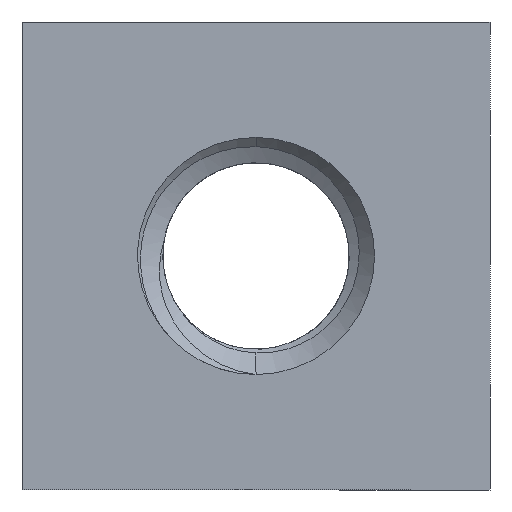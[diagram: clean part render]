
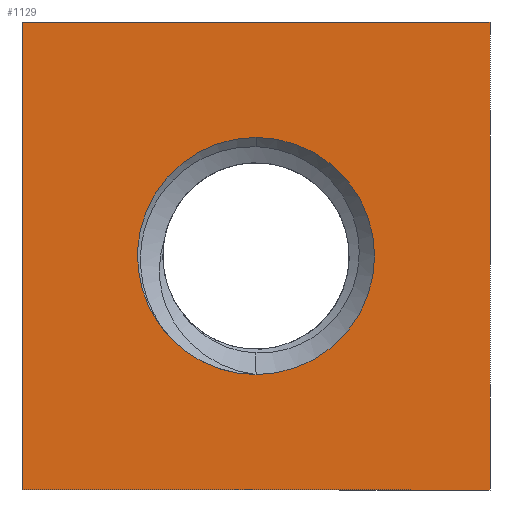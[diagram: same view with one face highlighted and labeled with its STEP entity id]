
A CAD part, front view. The second image highlights one B-rep face of the part: STEP entity #1129.
In plain terms, the highlighted planar face has unit normal (0, -1, 0).
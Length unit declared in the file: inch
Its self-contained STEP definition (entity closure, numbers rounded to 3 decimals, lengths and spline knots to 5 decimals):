
#4 = EDGE_LOOP ( 'NONE', ( #18, #7, #95 ) ) ;
#7 = ORIENTED_EDGE ( 'NONE', *, *, #194, .T. ) ;
#18 = ORIENTED_EDGE ( 'NONE', *, *, #156, .T. ) ;
#34 = ORIENTED_EDGE ( 'NONE', *, *, #189, .F. ) ;
#41 = ORIENTED_EDGE ( 'NONE', *, *, #139, .F. ) ;
#69 = ORIENTED_EDGE ( 'NONE', *, *, #195, .F. ) ;
#80 = EDGE_LOOP ( 'NONE', ( #41, #34, #94, #69 ) ) ;
#94 = ORIENTED_EDGE ( 'NONE', *, *, #207, .F. ) ;
#95 = ORIENTED_EDGE ( 'NONE', *, *, #141, .T. ) ;
#139 = EDGE_CURVE ( 'NONE', #328, #343, #981, .T. ) ;
#141 = EDGE_CURVE ( 'NONE', #339, #374, #935, .T. ) ;
#156 = EDGE_CURVE ( 'NONE', #374, #331, #945, .T. ) ;
#177 = AXIS2_PLACEMENT_3D ( 'NONE', #283, #309, #310 ) ;
#189 = EDGE_CURVE ( 'NONE', #382, #328, #951, .T. ) ;
#194 = EDGE_CURVE ( 'NONE', #331, #339, #1084, .T. ) ;
#195 = EDGE_CURVE ( 'NONE', #343, #348, #952, .T. ) ;
#207 = EDGE_CURVE ( 'NONE', #348, #382, #1097, .T. ) ;
#219 = AXIS2_PLACEMENT_3D ( 'NONE', #1362, #1411, #1410 ) ;
#235 = AXIS2_PLACEMENT_3D ( 'NONE', #466, #456, #455 ) ;
#236 = AXIS2_PLACEMENT_3D ( 'NONE', #298, #344, #482 ) ;
#283 = CARTESIAN_POINT ( 'NONE',  ( 0., -0.0625, 0. ) ) ;
#298 = CARTESIAN_POINT ( 'NONE',  ( 0., -0.0625, 0. ) ) ;
#302 = DIRECTION ( 'NONE',  ( 0., 0., 1. ) ) ;
#309 = DIRECTION ( 'NONE',  ( 0., 1., 0. ) ) ;
#310 = DIRECTION ( 'NONE',  ( 0., 0., 1. ) ) ;
#322 = CARTESIAN_POINT ( 'NONE',  ( -0.1875, -0.0625, -0.1875 ) ) ;
#328 = VERTEX_POINT ( 'NONE', #1356 ) ;
#331 = VERTEX_POINT ( 'NONE', #1354 ) ;
#339 = VERTEX_POINT ( 'NONE', #1672 ) ;
#343 = VERTEX_POINT ( 'NONE', #1381 ) ;
#344 = DIRECTION ( 'NONE',  ( 0., 1., 0. ) ) ;
#348 = VERTEX_POINT ( 'NONE', #1376 ) ;
#374 = VERTEX_POINT ( 'NONE', #1390 ) ;
#382 = VERTEX_POINT ( 'NONE', #1382 ) ;
#401 = CARTESIAN_POINT ( 'NONE',  ( 0.1875, -0.0625, -0.1875 ) ) ;
#453 = DIRECTION ( 'NONE',  ( 1., 0., 0. ) ) ;
#454 = CARTESIAN_POINT ( 'NONE',  ( -0.1875, -0.0625, 0.1875 ) ) ;
#455 = DIRECTION ( 'NONE',  ( 0., 0., 1. ) ) ;
#456 = DIRECTION ( 'NONE',  ( 0., 1., 0. ) ) ;
#466 = CARTESIAN_POINT ( 'NONE',  ( 0., -0.0625, 0. ) ) ;
#470 = DIRECTION ( 'NONE',  ( -1., 0., 0. ) ) ;
#481 = CARTESIAN_POINT ( 'NONE',  ( -0.1875, -0.0625, -0.1875 ) ) ;
#482 = DIRECTION ( 'NONE',  ( 0., 0., 1. ) ) ;
#935 = CIRCLE ( 'NONE', #236, 0.095 ) ;
#945 = CIRCLE ( 'NONE', #177, 0.095 ) ;
#947 = VECTOR ( 'NONE', #470, 39.37008 ) ;
#951 = LINE ( 'NONE', #481, #947 ) ;
#952 = LINE ( 'NONE', #454, #953 ) ;
#953 = VECTOR ( 'NONE', #453, 39.37008 ) ;
#971 = VECTOR ( 'NONE', #302, 39.37008 ) ;
#981 = LINE ( 'NONE', #322, #971 ) ;
#1042 = VECTOR ( 'NONE', #1520, 39.37008 ) ;
#1063 = FACE_OUTER_BOUND ( 'NONE', #80, .T. ) ;
#1084 = CIRCLE ( 'NONE', #235, 0.095 ) ;
#1095 = FACE_BOUND ( 'NONE', #4, .T. ) ;
#1097 = LINE ( 'NONE', #401, #1042 ) ;
#1129 = ADVANCED_FACE ( 'NONE', ( #1063, #1095 ), #1373, .F. ) ;
#1354 = CARTESIAN_POINT ( 'NONE',  ( -0.06718, -0.0625, -0.06718 ) ) ;
#1356 = CARTESIAN_POINT ( 'NONE',  ( -0.1875, -0.0625, -0.1875 ) ) ;
#1362 = CARTESIAN_POINT ( 'NONE',  ( -0.1875, -0.0625, 0.1875 ) ) ;
#1373 = PLANE ( 'NONE',  #219 ) ;
#1376 = CARTESIAN_POINT ( 'NONE',  ( 0.1875, -0.0625, 0.1875 ) ) ;
#1381 = CARTESIAN_POINT ( 'NONE',  ( -0.1875, -0.0625, 0.1875 ) ) ;
#1382 = CARTESIAN_POINT ( 'NONE',  ( 0.1875, -0.0625, -0.1875 ) ) ;
#1390 = CARTESIAN_POINT ( 'NONE',  ( 0., -0.0625, -0.095 ) ) ;
#1410 = DIRECTION ( 'NONE',  ( 0., 0., 1. ) ) ;
#1411 = DIRECTION ( 'NONE',  ( 0., 1., 0. ) ) ;
#1520 = DIRECTION ( 'NONE',  ( 0., 0., -1. ) ) ;
#1672 = CARTESIAN_POINT ( 'NONE',  ( 0., -0.0625, 0.095 ) ) ;
